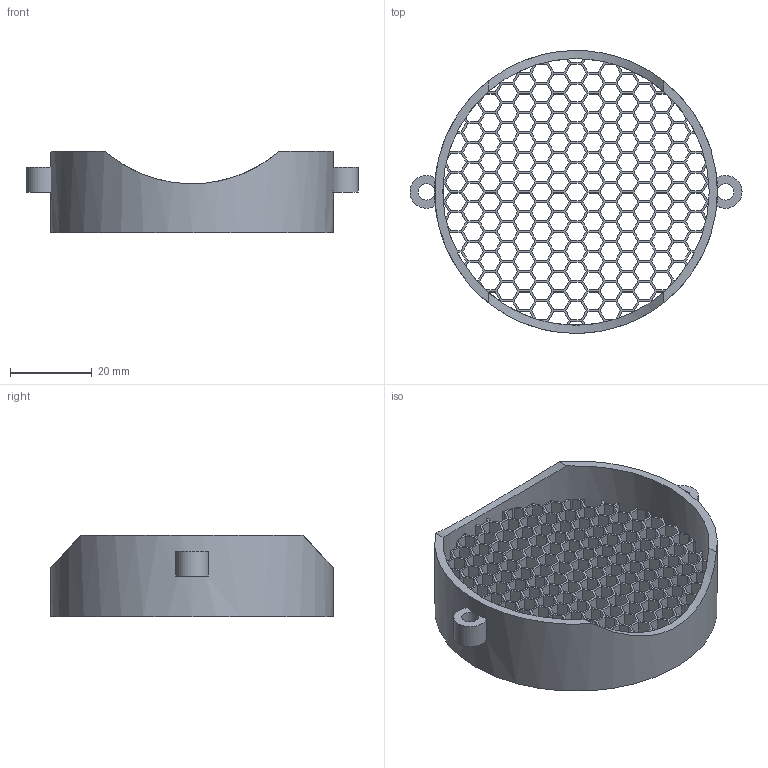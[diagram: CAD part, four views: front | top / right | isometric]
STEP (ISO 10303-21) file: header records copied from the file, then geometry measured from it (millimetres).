
FILE_DESCRIPTION(('FreeCAD Model'),'2;1');
FILE_NAME('Open CASCADE Shape Model','2024-10-13T15:15:23',(''),(''), 'Open CASCADE STEP processor 7.6','FreeCAD','Unknown');
FILE_SCHEMA(('AUTOMOTIVE_DESIGN { 1 0 10303 214 1 1 1 1 }'));
Length unit declared in the file: millimetre
Products named in the file (1): union001
Bounding box: 80.99 x 69 x 20 mm (x, y, z)
Volume: 14360.2 mm3; surface area: 34340.9 mm2
Topology: 1 solids, 1 shells, 1087 faces, 3495 edges, 2288 vertices
Faces by surface type: plane 1077, cylinder 10
Full cylindrical faces by diameter (mm): 4 x1, 65 x1, 69 x1
Entity records: 38625 total; most frequent: ORIENTED_EDGE 6990, CARTESIAN_POINT 6953, DIRECTION 5881, EDGE_CURVE 3495, LINE 3281, VECTOR 3281, VERTEX_POINT 2288, FACE_BOUND 1371
